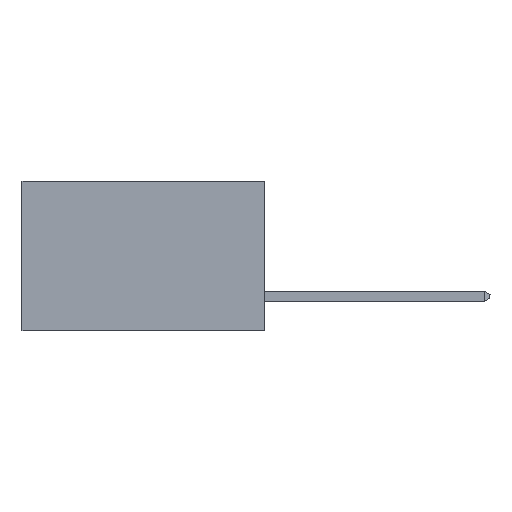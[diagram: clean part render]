
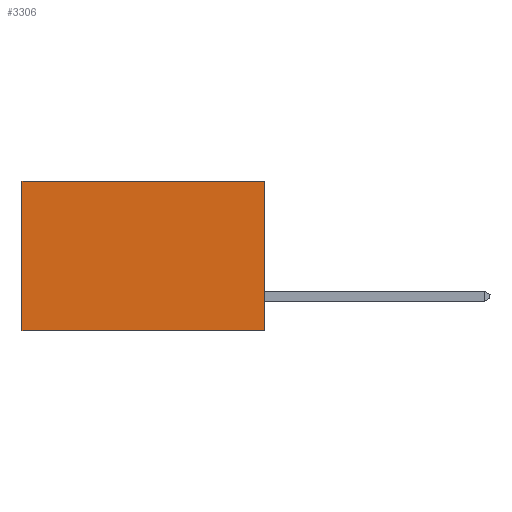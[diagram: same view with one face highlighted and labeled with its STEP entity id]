
A CAD part, left-side view. The second image highlights one B-rep face of the part: STEP entity #3306.
In plain terms, the highlighted planar face has unit normal (-1, 0, 0).
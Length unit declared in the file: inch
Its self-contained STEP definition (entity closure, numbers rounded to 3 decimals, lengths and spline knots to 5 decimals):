
#145 = AXIS2_PLACEMENT_3D ( 'NONE', #9828, #12676, #4319 ) ;
#193 = PLANE ( 'NONE',  #145 ) ;
#392 = CARTESIAN_POINT ( 'NONE',  ( 0.298, 0., 0. ) ) ;
#1808 = LINE ( 'NONE', #5507, #16195 ) ;
#2289 = EDGE_CURVE ( 'NONE', #11638, #15896, #17628, .T. ) ;
#2735 = DIRECTION ( 'NONE',  ( 0., 0., -1. ) ) ;
#2797 = VERTEX_POINT ( 'NONE', #6755 ) ;
#2927 = VERTEX_POINT ( 'NONE', #11506 ) ;
#3195 = CARTESIAN_POINT ( 'NONE',  ( 0.298, 0., -0.37 ) ) ;
#3306 = ADVANCED_FACE ( 'NONE', ( #9110 ), #193, .F. ) ;
#4319 = DIRECTION ( 'NONE',  ( 0., 0., -1. ) ) ;
#5211 = CARTESIAN_POINT ( 'NONE',  ( 0.298, 0., 0. ) ) ;
#5412 = EDGE_CURVE ( 'NONE', #11638, #2797, #14247, .T. ) ;
#5507 = CARTESIAN_POINT ( 'NONE',  ( 0.298, 0.6, 0. ) ) ;
#5669 = EDGE_CURVE ( 'NONE', #15896, #2927, #14497, .T. ) ;
#6755 = CARTESIAN_POINT ( 'NONE',  ( 0.298, 0.6, 0. ) ) ;
#7069 = VECTOR ( 'NONE', #11395, 39.37008 ) ;
#8397 = CARTESIAN_POINT ( 'NONE',  ( 0.298, 0., 0. ) ) ;
#9110 = FACE_OUTER_BOUND ( 'NONE', #12496, .T. ) ;
#9584 = DIRECTION ( 'NONE',  ( 0., 0., -1. ) ) ;
#9769 = VECTOR ( 'NONE', #2735, 39.37008 ) ;
#9828 = CARTESIAN_POINT ( 'NONE',  ( 0.298, 0., 0. ) ) ;
#11395 = DIRECTION ( 'NONE',  ( 0., 1., 0. ) ) ;
#11400 = VECTOR ( 'NONE', #15735, 39.37008 ) ;
#11506 = CARTESIAN_POINT ( 'NONE',  ( 0.298, 0.6, -0.37 ) ) ;
#11638 = VERTEX_POINT ( 'NONE', #5211 ) ;
#12496 = EDGE_LOOP ( 'NONE', ( #13147, #17997, #12907, #17075 ) ) ;
#12676 = DIRECTION ( 'NONE',  ( 1., 0., 0. ) ) ;
#12907 = ORIENTED_EDGE ( 'NONE', *, *, #2289, .F. ) ;
#13147 = ORIENTED_EDGE ( 'NONE', *, *, #17269, .T. ) ;
#14247 = LINE ( 'NONE', #392, #11400 ) ;
#14497 = LINE ( 'NONE', #15536, #7069 ) ;
#15536 = CARTESIAN_POINT ( 'NONE',  ( 0.298, 0., -0.37 ) ) ;
#15735 = DIRECTION ( 'NONE',  ( 0., 1., 0. ) ) ;
#15896 = VERTEX_POINT ( 'NONE', #3195 ) ;
#16195 = VECTOR ( 'NONE', #9584, 39.37008 ) ;
#17075 = ORIENTED_EDGE ( 'NONE', *, *, #5412, .T. ) ;
#17269 = EDGE_CURVE ( 'NONE', #2797, #2927, #1808, .T. ) ;
#17628 = LINE ( 'NONE', #8397, #9769 ) ;
#17997 = ORIENTED_EDGE ( 'NONE', *, *, #5669, .F. ) ;
